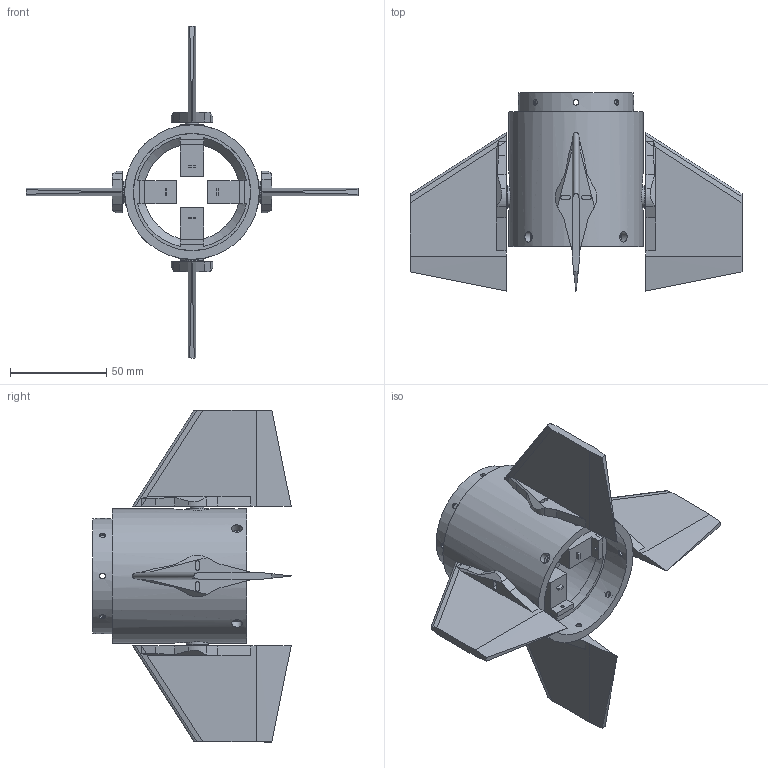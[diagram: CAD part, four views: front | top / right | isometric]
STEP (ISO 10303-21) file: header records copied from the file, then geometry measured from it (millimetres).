
FILE_DESCRIPTION(/* description */ (''),/* implementation_level */ '2;1');
FILE_NAME(/* name */ 'section_controle v39.step',/* time_stamp */ '2025-06-21T17:35:05+02:00',/* author */ (''),/* organization */ (''),/* preprocessor_version */ 'ST-DEVELOPER v20.1',/* originating_system */ 'Autodesk Translation Framework v14.10.0.0',/* authorisation */ '');
FILE_SCHEMA (('AUTOMOTIVE_DESIGN { 1 0 10303 214 3 1 1 }'));
Length unit declared in the file: millimetre
Products named in the file (9): section_controle; servo9g; servo_arm; product0; product0_1; product0_2; product0_3; couplage_standard_femelle v8; couplage_standard_male v8
Assembly tree (14 placements, depth 2):
  section_controle
    servo9g  x4
    servo_arm  x4
    product0
    product0_1
    product0_2
    product0_3
    couplage_standard_femelle v8
    couplage_standard_male v8
Bounding box: 172.76 x 103.24 x 172.76 mm (x, y, z)
Volume: 139878.7 mm3; surface area: 85105.3 mm2
Topology: 13 solids, 13 shells, 583 faces, 1602 edges, 1077 vertices
Faces by surface type: plane 396, cylinder 178, bspline 8, cone 1
Full cylindrical faces by diameter (mm): 1.7 x8, 2 x8, 3 x24, 3.3 x4, 4 x4, 5.5 x8, 6 x4, 7 x4, 11.5 x4, 50 x1, 60 x1, 61 x1, 65 x2, 70 x1
Entity records: 16734 total; most frequent: CARTESIAN_POINT 4767, ORIENTED_EDGE 2508, DIRECTION 2282, EDGE_CURVE 1254, VERTEX_POINT 846, LINE 840, VECTOR 840, AXIS2_PLACEMENT_3D 721
